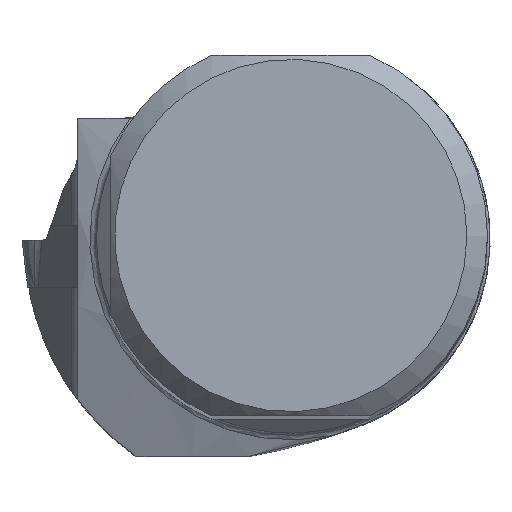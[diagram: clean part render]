
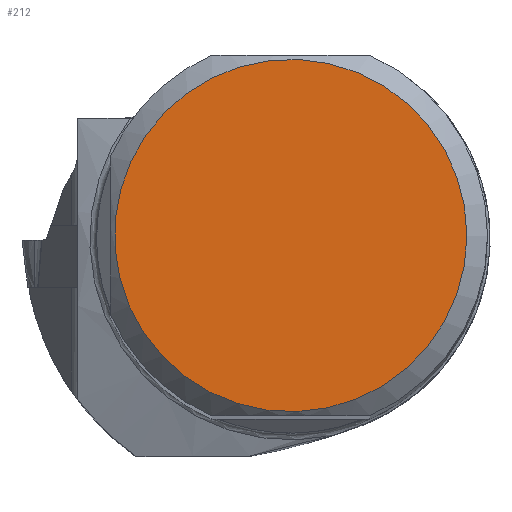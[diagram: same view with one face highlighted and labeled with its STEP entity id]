
A CAD part, top view. The second image highlights one B-rep face of the part: STEP entity #212.
In plain terms, the highlighted planar face has unit normal (0, 0, 1).
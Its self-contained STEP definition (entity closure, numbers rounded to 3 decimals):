
#170=CIRCLE('',#1614,17.05);
#212=ADVANCED_FACE('TB_BL_N10_SU6',(#321),#276,.T.);
#276=PLANE('',#1616);
#321=FACE_OUTER_BOUND('',#394,.T.);
#394=EDGE_LOOP('',(#655));
#655=ORIENTED_EDGE('',*,*,#1190,.T.);
#1017=VERTEX_POINT('',#2363);
#1190=EDGE_CURVE('',#1017,#1017,#170,.T.);
#1614=AXIS2_PLACEMENT_3D('',#2362,#1853,#1854);
#1616=AXIS2_PLACEMENT_3D('',#2365,#1857,#1858);
#1853=DIRECTION('',(0.,0.,1.));
#1854=DIRECTION('',(1.,0.,0.));
#1857=DIRECTION('',(0.,0.,1.));
#1858=DIRECTION('',(1.,0.,0.));
#2362=CARTESIAN_POINT('',(0.,0.,0.));
#2363=CARTESIAN_POINT('',(17.05,0.,0.));
#2365=CARTESIAN_POINT('',(0.,0.,0.));
